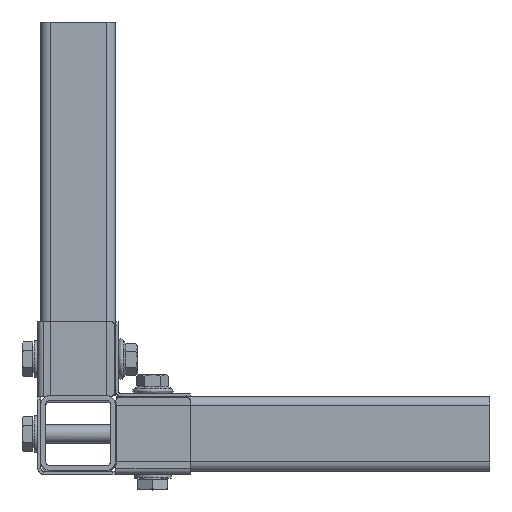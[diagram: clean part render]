
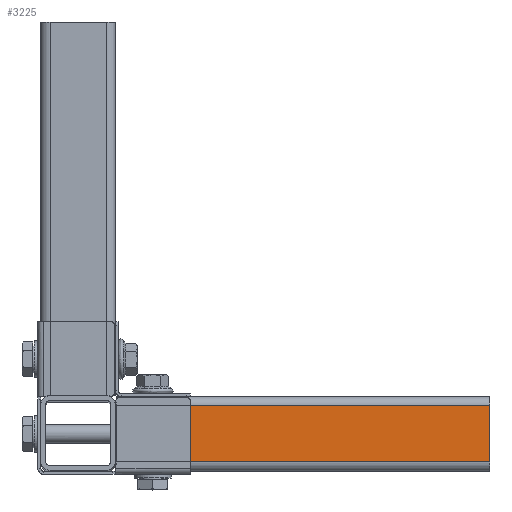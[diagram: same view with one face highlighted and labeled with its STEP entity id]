
A CAD part, top view. The second image highlights one B-rep face of the part: STEP entity #3225.
In plain terms, the highlighted free-form (B-spline) face has degree [1, 1] with [2, 2] control points.
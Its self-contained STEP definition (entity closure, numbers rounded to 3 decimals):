
#3198 = VERTEX_POINT('',#3199);
#3199 = CARTESIAN_POINT('',(37.859,32.717,
    18.929));
#3205 = EDGE_CURVE('',#3206,#3198,#3208,.T.);
#3206 = VERTEX_POINT('',#3207);
#3207 = CARTESIAN_POINT('',(224.816,32.717,
    18.929));
#3208 = B_SPLINE_CURVE_WITH_KNOTS('',1,(#3209,#3210),.UNSPECIFIED.,.F.,
  .F.,(2,2),(0.,200.),.PIECEWISE_BEZIER_KNOTS.);
#3209 = CARTESIAN_POINT('',(224.816,32.717,
    18.929));
#3210 = CARTESIAN_POINT('',(37.859,32.717,
    18.929));
#3225 = ADVANCED_FACE('',(#3226),#3248,.T.);
#3226 = FACE_BOUND('',#3227,.T.);
#3227 = EDGE_LOOP('',(#3228,#3235,#3242,#3247));
#3228 = ORIENTED_EDGE('',*,*,#3229,.T.);
#3229 = EDGE_CURVE('',#3198,#3230,#3232,.T.);
#3230 = VERTEX_POINT('',#3231);
#3231 = CARTESIAN_POINT('',(37.859,4.674,
    18.929));
#3232 = B_SPLINE_CURVE_WITH_KNOTS('',1,(#3233,#3234),.UNSPECIFIED.,.F.,
  .F.,(2,2),(-7.5,22.5),.PIECEWISE_BEZIER_KNOTS.);
#3233 = CARTESIAN_POINT('',(37.859,32.717,
    18.929));
#3234 = CARTESIAN_POINT('',(37.859,4.674,
    18.929));
#3235 = ORIENTED_EDGE('',*,*,#3236,.F.);
#3236 = EDGE_CURVE('',#3237,#3230,#3239,.T.);
#3237 = VERTEX_POINT('',#3238);
#3238 = CARTESIAN_POINT('',(224.816,4.674,
    18.929));
#3239 = B_SPLINE_CURVE_WITH_KNOTS('',1,(#3240,#3241),.UNSPECIFIED.,.F.,
  .F.,(2,2),(0.,200.),.PIECEWISE_BEZIER_KNOTS.);
#3240 = CARTESIAN_POINT('',(224.816,4.674,
    18.929));
#3241 = CARTESIAN_POINT('',(37.859,4.674,
    18.929));
#3242 = ORIENTED_EDGE('',*,*,#3243,.F.);
#3243 = EDGE_CURVE('',#3206,#3237,#3244,.T.);
#3244 = B_SPLINE_CURVE_WITH_KNOTS('',1,(#3245,#3246),.UNSPECIFIED.,.F.,
  .F.,(2,2),(-7.5,22.5),.PIECEWISE_BEZIER_KNOTS.);
#3245 = CARTESIAN_POINT('',(224.816,32.717,
    18.929));
#3246 = CARTESIAN_POINT('',(224.816,4.674,
    18.929));
#3247 = ORIENTED_EDGE('',*,*,#3205,.T.);
#3248 = B_SPLINE_SURFACE_WITH_KNOTS('',1,1,(
    (#3249,#3250)
    ,(#3251,#3252
    )),.UNSPECIFIED.,.F.,.F.,.F.,(2,2),(2,2),(0.,200.),
  (0.,30.),.PIECEWISE_BEZIER_KNOTS.);
#3249 = CARTESIAN_POINT('',(224.816,32.717,
    18.929));
#3250 = CARTESIAN_POINT('',(224.816,4.674,
    18.929));
#3251 = CARTESIAN_POINT('',(37.859,32.717,
    18.929));
#3252 = CARTESIAN_POINT('',(37.859,4.674,
    18.929));
